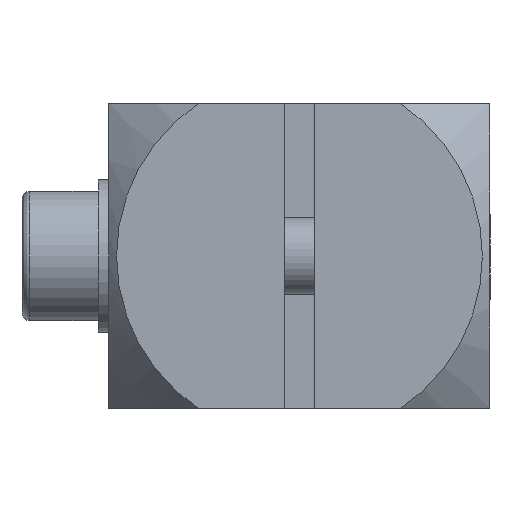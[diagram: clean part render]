
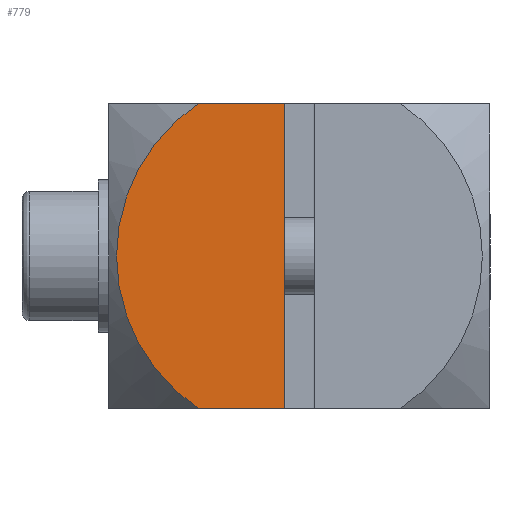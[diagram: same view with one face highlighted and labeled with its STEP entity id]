
A CAD part, left-side view. The second image highlights one B-rep face of the part: STEP entity #779.
In plain terms, the highlighted planar face has unit normal (-1, 0, 0).
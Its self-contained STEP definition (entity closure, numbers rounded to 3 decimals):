
#398=CARTESIAN_POINT('',(-19.,6.633,-10.0));
#399=VERTEX_POINT('',#398);
#413=CARTESIAN_POINT('',(-19.,6.633,10.));
#414=VERTEX_POINT('',#413);
#415=CARTESIAN_POINT('',(-19.,0.,0.0));
#416=DIRECTION('',(1.0,0.0,0.0));
#417=DIRECTION('',(0.0,0.0,-1.0));
#418=AXIS2_PLACEMENT_3D('',#415,#416,#417);
#419=CIRCLE('',#418,12.);
#420=EDGE_CURVE('',#399,#414,#419,.T.);
#595=CARTESIAN_POINT('',(-19.,1.,-10.0));
#596=VERTEX_POINT('',#595);
#603=CARTESIAN_POINT('',(-19.,6.633,-10.0));
#604=DIRECTION('',(0.0,-1.0,0.0));
#605=VECTOR('',#604,5.633);
#606=LINE('',#603,#605);
#607=EDGE_CURVE('',#399,#596,#606,.T.);
#741=CARTESIAN_POINT('',(-19.,1.,10.0));
#742=VERTEX_POINT('',#741);
#749=CARTESIAN_POINT('',(-19.,1.,-10.0));
#750=DIRECTION('',(0.0,0.0,1.0));
#751=VECTOR('',#750,20.0);
#752=LINE('',#749,#751);
#753=EDGE_CURVE('',#596,#742,#752,.T.);
#763=CARTESIAN_POINT('',(-19.,1.,0.0));
#764=DIRECTION('',(-1.0,0.0,0.0));
#765=DIRECTION('',(0.0,0.0,1.0));
#766=AXIS2_PLACEMENT_3D('',#763,#764,#765);
#767=PLANE('',#766);
#768=ORIENTED_EDGE('',*,*,#420,.F.);
#769=ORIENTED_EDGE('',*,*,#607,.T.);
#770=ORIENTED_EDGE('',*,*,#753,.T.);
#771=CARTESIAN_POINT('',(-19.,1.,10.0));
#772=DIRECTION('',(0.0,1.0,0.0));
#773=VECTOR('',#772,5.633);
#774=LINE('',#771,#773);
#775=EDGE_CURVE('',#742,#414,#774,.T.);
#776=ORIENTED_EDGE('',*,*,#775,.T.);
#777=EDGE_LOOP('',(#768,#769,#770,#776));
#778=FACE_OUTER_BOUND('',#777,.T.);
#779=ADVANCED_FACE('',(#778),#767,.T.);
